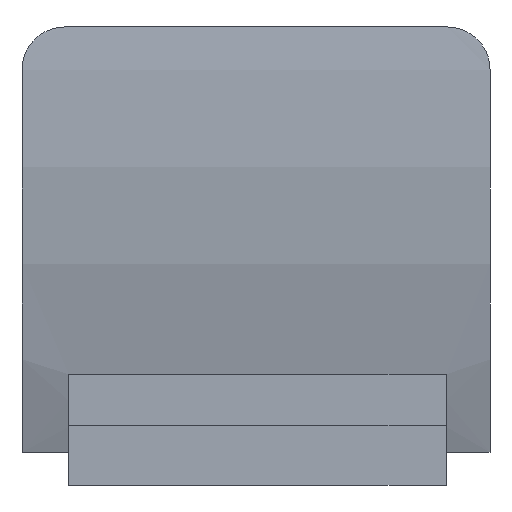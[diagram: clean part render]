
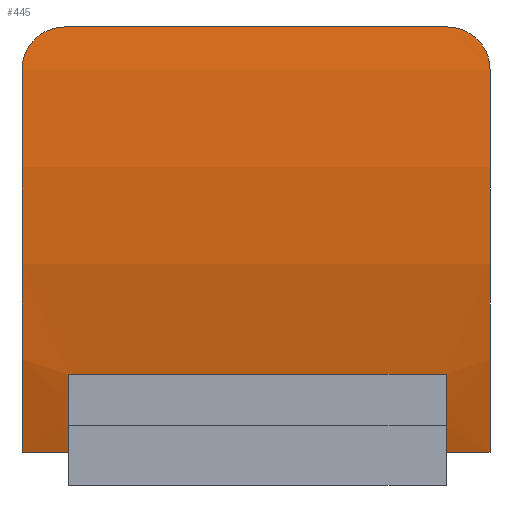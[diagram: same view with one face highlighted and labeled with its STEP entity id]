
A CAD part, left-side view. The second image highlights one B-rep face of the part: STEP entity #445.
In plain terms, the highlighted cylindrical face has radius 32.177 mm (diameter 64.354 mm), a partial arc.
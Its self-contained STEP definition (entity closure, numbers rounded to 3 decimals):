
#43=LINE('',#821,#87);
#44=LINE('',#826,#88);
#45=LINE('',#830,#89);
#46=LINE('',#834,#90);
#87=VECTOR('',#533,10.);
#88=VECTOR('',#538,10.);
#89=VECTOR('',#541,10.);
#90=VECTOR('',#544,10.);
#130=CYLINDRICAL_SURFACE('',#486,32.177);
#137=FACE_OUTER_BOUND('',#163,.T.);
#163=EDGE_LOOP('',(#327,#328,#329,#330,#331,#332,#333,#334,#335,#336));
#189=CIRCLE('',#487,32.177);
#190=CIRCLE('',#488,32.177);
#191=CIRCLE('',#489,32.177);
#192=CIRCLE('',#490,32.177);
#199=B_SPLINE_CURVE_WITH_KNOTS('',3,(#670,#671,#672,#673,#674,#675,#676,
#677,#678,#679,#680,#681),.UNSPECIFIED.,.F.,.F.,(4,2,2,2,2,4),(0.,0.059,
0.118,0.177,0.207,0.237),
 .UNSPECIFIED.);
#202=B_SPLINE_CURVE_WITH_KNOTS('',3,(#763,#764,#765,#766,#767,#768,#769,
#770,#771,#772,#773,#774),.UNSPECIFIED.,.F.,.F.,(4,2,2,2,2,4),(0.,0.059,
0.117,0.176,0.207,0.237),
 .UNSPECIFIED.);
#207=VERTEX_POINT('',#668);
#208=VERTEX_POINT('',#669);
#213=VERTEX_POINT('',#761);
#214=VERTEX_POINT('',#762);
#215=VERTEX_POINT('',#823);
#216=VERTEX_POINT('',#825);
#217=VERTEX_POINT('',#827);
#218=VERTEX_POINT('',#829);
#219=VERTEX_POINT('',#831);
#220=VERTEX_POINT('',#833);
#247=EDGE_CURVE('',#207,#208,#199,.T.);
#254=EDGE_CURVE('',#213,#214,#202,.T.);
#257=EDGE_CURVE('',#213,#208,#43,.T.);
#258=EDGE_CURVE('',#215,#207,#189,.T.);
#259=EDGE_CURVE('',#215,#216,#44,.T.);
#260=EDGE_CURVE('',#217,#216,#190,.T.);
#261=EDGE_CURVE('',#218,#217,#45,.T.);
#262=EDGE_CURVE('',#219,#218,#191,.T.);
#263=EDGE_CURVE('',#219,#220,#46,.T.);
#264=EDGE_CURVE('',#214,#220,#192,.T.);
#327=ORIENTED_EDGE('',*,*,#254,.F.);
#328=ORIENTED_EDGE('',*,*,#257,.T.);
#329=ORIENTED_EDGE('',*,*,#247,.F.);
#330=ORIENTED_EDGE('',*,*,#258,.F.);
#331=ORIENTED_EDGE('',*,*,#259,.T.);
#332=ORIENTED_EDGE('',*,*,#260,.F.);
#333=ORIENTED_EDGE('',*,*,#261,.F.);
#334=ORIENTED_EDGE('',*,*,#262,.F.);
#335=ORIENTED_EDGE('',*,*,#263,.T.);
#336=ORIENTED_EDGE('',*,*,#264,.F.);
#445=ADVANCED_FACE('',(#137),#130,.T.);
#486=AXIS2_PLACEMENT_3D('',#822,#534,#535);
#487=AXIS2_PLACEMENT_3D('',#824,#536,#537);
#488=AXIS2_PLACEMENT_3D('',#828,#539,#540);
#489=AXIS2_PLACEMENT_3D('',#832,#542,#543);
#490=AXIS2_PLACEMENT_3D('',#835,#545,#546);
#533=DIRECTION('',(0.,1.,0.));
#534=DIRECTION('center_axis',(0.,1.,0.));
#535=DIRECTION('ref_axis',(-0.926,0.,-0.377));
#536=DIRECTION('center_axis',(0.,1.,0.));
#537=DIRECTION('ref_axis',(-0.926,0.,-0.377));
#538=DIRECTION('',(0.,-1.,0.));
#539=DIRECTION('center_axis',(0.,-1.,0.));
#540=DIRECTION('ref_axis',(-0.926,0.,-0.377));
#541=DIRECTION('',(0.,1.,0.));
#542=DIRECTION('center_axis',(0.,1.,0.));
#543=DIRECTION('ref_axis',(-0.926,0.,-0.377));
#544=DIRECTION('',(0.,-1.,0.));
#545=DIRECTION('center_axis',(0.,-1.,0.));
#546=DIRECTION('ref_axis',(-0.926,0.,-0.377));
#668=CARTESIAN_POINT('',(10.294,14.95,18.55));
#669=CARTESIAN_POINT('',(10.447,13.442,20.05));
#670=CARTESIAN_POINT('Ctrl Pts',(10.294,14.95,18.55));
#671=CARTESIAN_POINT('Ctrl Pts',(10.309,14.95,18.745));
#672=CARTESIAN_POINT('Ctrl Pts',(10.326,14.912,18.939));
#673=CARTESIAN_POINT('Ctrl Pts',(10.361,14.763,19.3));
#674=CARTESIAN_POINT('Ctrl Pts',(10.378,14.654,19.465));
#675=CARTESIAN_POINT('Ctrl Pts',(10.409,14.378,19.743));
#676=CARTESIAN_POINT('Ctrl Pts',(10.423,14.213,19.854));
#677=CARTESIAN_POINT('Ctrl Pts',(10.437,13.939,19.97));
#678=CARTESIAN_POINT('Ctrl Pts',(10.44,13.843,20.));
#679=CARTESIAN_POINT('Ctrl Pts',(10.445,13.644,20.04));
#680=CARTESIAN_POINT('Ctrl Pts',(10.447,13.543,20.05));
#681=CARTESIAN_POINT('Ctrl Pts',(10.447,13.442,20.05));
#761=CARTESIAN_POINT('',(10.447,-0.042,20.05));
#762=CARTESIAN_POINT('',(10.294,-1.55,18.55));
#763=CARTESIAN_POINT('Ctrl Pts',(10.447,-0.042,20.05));
#764=CARTESIAN_POINT('Ctrl Pts',(10.447,-0.238,20.05));
#765=CARTESIAN_POINT('Ctrl Pts',(10.442,-0.432,20.012));
#766=CARTESIAN_POINT('Ctrl Pts',(10.424,-0.794,19.865));
#767=CARTESIAN_POINT('Ctrl Pts',(10.411,-0.959,19.757));
#768=CARTESIAN_POINT('Ctrl Pts',(10.38,-1.239,19.483));
#769=CARTESIAN_POINT('Ctrl Pts',(10.363,-1.351,19.321));
#770=CARTESIAN_POINT('Ctrl Pts',(10.337,-1.468,19.048));
#771=CARTESIAN_POINT('Ctrl Pts',(10.328,-1.499,18.951));
#772=CARTESIAN_POINT('Ctrl Pts',(10.311,-1.54,18.752));
#773=CARTESIAN_POINT('Ctrl Pts',(10.302,-1.55,18.651));
#774=CARTESIAN_POINT('Ctrl Pts',(10.294,-1.55,18.55));
#821=CARTESIAN_POINT('',(10.447,0.,20.05));
#822=CARTESIAN_POINT('Origin',(42.374,0.,16.05));
#823=CARTESIAN_POINT('',(12.136,14.95,5.05));
#824=CARTESIAN_POINT('Origin',(42.374,14.95,16.05));
#825=CARTESIAN_POINT('',(12.136,13.3,5.05));
#826=CARTESIAN_POINT('',(12.136,0.,5.05));
#827=CARTESIAN_POINT('',(11.273,13.3,7.8));
#828=CARTESIAN_POINT('Origin',(42.374,13.3,16.05));
#829=CARTESIAN_POINT('',(11.273,0.,7.8));
#830=CARTESIAN_POINT('',(11.273,0.,7.8));
#831=CARTESIAN_POINT('',(12.136,0.,5.05));
#832=CARTESIAN_POINT('Origin',(42.374,0.,16.05));
#833=CARTESIAN_POINT('',(12.136,-1.55,5.05));
#834=CARTESIAN_POINT('',(12.136,0.,5.05));
#835=CARTESIAN_POINT('Origin',(42.374,-1.55,16.05));
